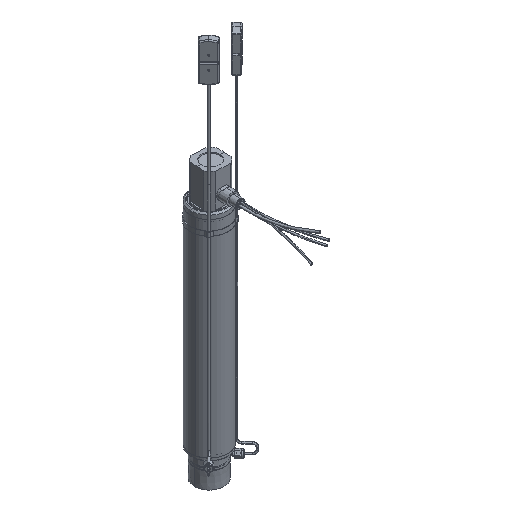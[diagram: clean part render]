
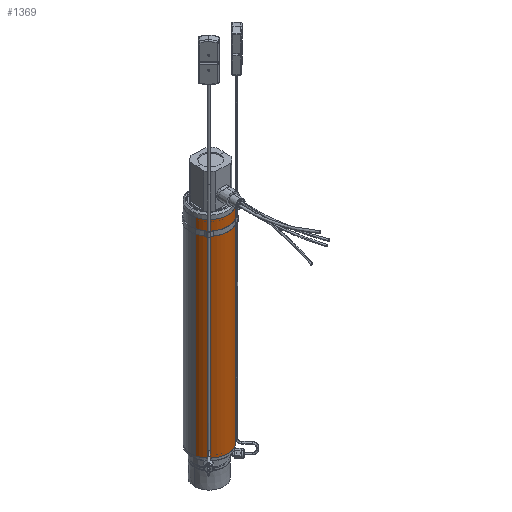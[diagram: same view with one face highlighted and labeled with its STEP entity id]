
A CAD part, isometric view. The second image highlights one B-rep face of the part: STEP entity #1369.
In plain terms, the highlighted cylindrical face has radius 31.75 mm (diameter 63.5 mm), a partial arc.
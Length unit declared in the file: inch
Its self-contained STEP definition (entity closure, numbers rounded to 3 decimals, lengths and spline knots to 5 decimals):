
#91 = EDGE_LOOP ( 'NONE', ( #12858, #4760, #913, #188 ) ) ;
#188 = ORIENTED_EDGE ( 'NONE', *, *, #7189, .T. ) ;
#913 = ORIENTED_EDGE ( 'NONE', *, *, #9195, .T. ) ;
#1369 = ADVANCED_FACE ( 'NONE', ( #13202 ), #6022, .T. ) ;
#1578 = CARTESIAN_POINT ( 'NONE',  ( -5.93606, -0.68147, -6.64828 ) ) ;
#2484 = AXIS2_PLACEMENT_3D ( 'NONE', #11252, #3061, #12588 ) ;
#2688 = VERTEX_POINT ( 'NONE', #10653 ) ;
#3061 = DIRECTION ( 'NONE',  ( 0., 0., -1. ) ) ;
#3665 = LINE ( 'NONE', #10740, #14547 ) ;
#4697 = DIRECTION ( 'NONE',  ( 0., 0., 1. ) ) ;
#4760 = ORIENTED_EDGE ( 'NONE', *, *, #7010, .T. ) ;
#4807 = CARTESIAN_POINT ( 'NONE',  ( -4.71415, -0.41796, -6.64828 ) ) ;
#5182 = DIRECTION ( 'NONE',  ( 0., 0., 1. ) ) ;
#5619 = AXIS2_PLACEMENT_3D ( 'NONE', #8060, #17449, #9443 ) ;
#6022 = CYLINDRICAL_SURFACE ( 'NONE', #15405, 1.25 ) ;
#7010 = EDGE_CURVE ( 'NONE', #9806, #13599, #12026, .T. ) ;
#7175 = VERTEX_POINT ( 'NONE', #15142 ) ;
#7189 = EDGE_CURVE ( 'NONE', #2688, #7175, #10369, .T. ) ;
#8060 = CARTESIAN_POINT ( 'NONE',  ( -4.71415, -0.41796, -6.64828 ) ) ;
#8884 = EDGE_CURVE ( 'NONE', #9806, #7175, #3665, .T. ) ;
#9195 = EDGE_CURVE ( 'NONE', #13599, #2688, #10737, .T. ) ;
#9443 = DIRECTION ( 'NONE',  ( 0.978, 0.211, 0. ) ) ;
#9627 = CARTESIAN_POINT ( 'NONE',  ( -3.49225, -0.15444, -6.64828 ) ) ;
#9806 = VERTEX_POINT ( 'NONE', #1578 ) ;
#9944 = VECTOR ( 'NONE', #13562, 39.37008 ) ;
#9973 = CARTESIAN_POINT ( 'NONE',  ( -3.49225, -0.15444, -6.64828 ) ) ;
#10369 = CIRCLE ( 'NONE', #2484, 1.25 ) ;
#10653 = CARTESIAN_POINT ( 'NONE',  ( -3.49225, -0.15444, 7.31172 ) ) ;
#10737 = LINE ( 'NONE', #9627, #9944 ) ;
#10740 = CARTESIAN_POINT ( 'NONE',  ( -5.93606, -0.68147, -6.64828 ) ) ;
#11252 = CARTESIAN_POINT ( 'NONE',  ( -4.71415, -0.41796, 7.31172 ) ) ;
#12026 = CIRCLE ( 'NONE', #5619, 1.25 ) ;
#12588 = DIRECTION ( 'NONE',  ( 0.978, 0.211, 0. ) ) ;
#12858 = ORIENTED_EDGE ( 'NONE', *, *, #8884, .F. ) ;
#13202 = FACE_OUTER_BOUND ( 'NONE', #91, .T. ) ;
#13562 = DIRECTION ( 'NONE',  ( 0., 0., 1. ) ) ;
#13599 = VERTEX_POINT ( 'NONE', #9973 ) ;
#14547 = VECTOR ( 'NONE', #5182, 39.37008 ) ;
#15142 = CARTESIAN_POINT ( 'NONE',  ( -5.93606, -0.68147, 7.31172 ) ) ;
#15195 = DIRECTION ( 'NONE',  ( 0.978, 0.211, 0. ) ) ;
#15405 = AXIS2_PLACEMENT_3D ( 'NONE', #4807, #4697, #15195 ) ;
#17449 = DIRECTION ( 'NONE',  ( 0., 0., 1. ) ) ;
